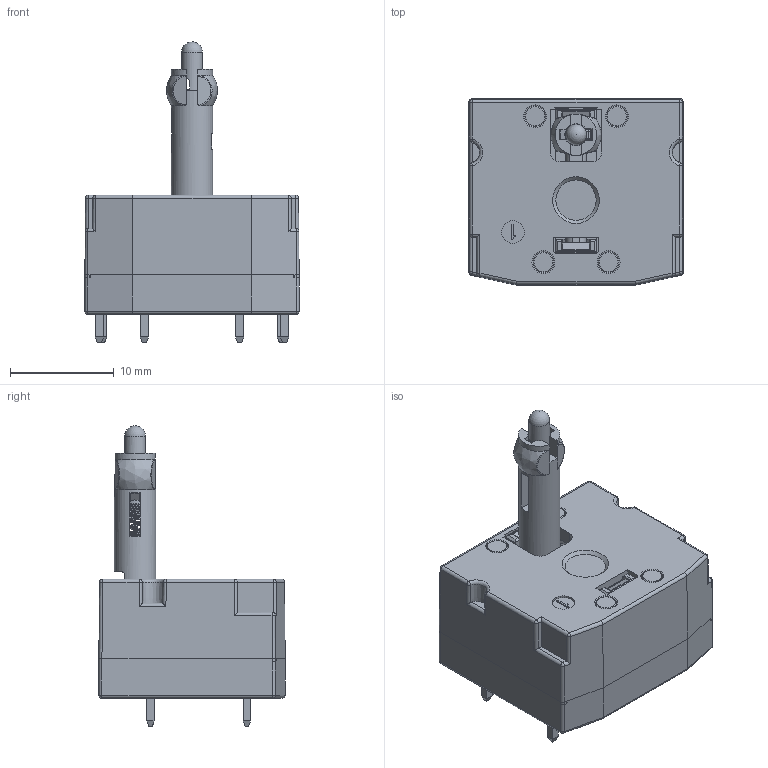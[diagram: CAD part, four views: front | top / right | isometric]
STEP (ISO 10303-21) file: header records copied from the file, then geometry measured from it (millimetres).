
FILE_DESCRIPTION(/* description */ ('STEP AP214'),/* implementation_level */ '2;1');
FILE_NAME(/* name */ 'SAMXDH2LR10SP',/* time_stamp */ '2024-06-02T14:12:55+02:00',/* author */ ('License CC BY-ND 4.0'),/* organization */ ('CADENAS'),/* preprocessor_version */ 'ST-DEVELOPER v19.3',/* originating_system */ 'PARTsolutions',/* authorisation */ ' ');
FILE_SCHEMA (('AUTOMOTIVE_DESIGN {1 0 10303 214 3 1 1}'));
Length unit declared in the file: millimetre
Products named in the file (2): SAMXDH2LR10SP; SAMXDH2LR10SP_PART1
Assembly tree (1 placements, depth 2):
  SAMXDH2LR10SP
    SAMXDH2LR10SP_PART1
Bounding box: 20.7 x 18 x 29.01 mm (x, y, z)
Volume: 1360.8 mm3; surface area: 3996 mm2
Topology: 1 solids, 1 shells, 1134 faces, 3167 edges, 2008 vertices
Faces by surface type: plane 844, cylinder 187, sphere 33, bspline 30, torus 21, cone 19
Full cylindrical faces by diameter (mm): 1.2 x4, 1.3 x4, 2 x1, 2.05 x1, 2.101 x1, 2.196 x1, 2.2 x1, 2.379 x1, 4 x1
Entity records: 43154 total; most frequent: CARTESIAN_POINT 10883, ORIENTED_EDGE 6146, DIRECTION 5590, EDGE_CURVE 3073, LINE 2410, VECTOR 2410, VERTEX_POINT 1981, AXIS2_PLACEMENT_3D 1590
